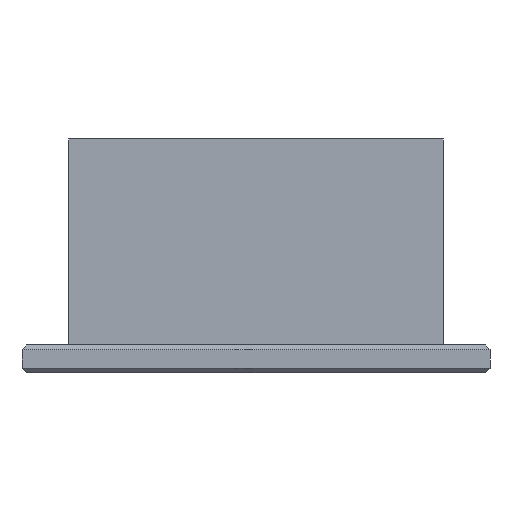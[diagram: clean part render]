
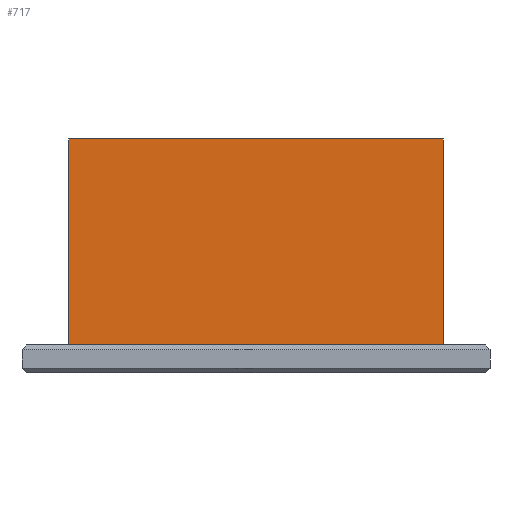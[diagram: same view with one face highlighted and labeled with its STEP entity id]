
A CAD part, left-side view. The second image highlights one B-rep face of the part: STEP entity #717.
In plain terms, the highlighted planar face has unit normal (-1, 0, 0).
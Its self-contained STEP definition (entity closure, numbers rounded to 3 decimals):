
#157 = VERTEX_POINT('',#158);
#158 = CARTESIAN_POINT('',(9.,20.,3.));
#391 = VERTEX_POINT('',#392);
#392 = CARTESIAN_POINT('',(9.,-20.,3.));
#398 = EDGE_CURVE('',#157,#391,#399,.T.);
#399 = LINE('',#400,#401);
#400 = CARTESIAN_POINT('',(9.,25.,3.));
#401 = VECTOR('',#402,1.);
#402 = DIRECTION('',(0.,-1.,0.));
#468 = EDGE_CURVE('',#157,#469,#471,.T.);
#469 = VERTEX_POINT('',#470);
#470 = CARTESIAN_POINT('',(9.,20.,25.));
#471 = LINE('',#472,#473);
#472 = CARTESIAN_POINT('',(9.,20.,0.));
#473 = VECTOR('',#474,1.);
#474 = DIRECTION('',(0.,0.,1.));
#477 = VERTEX_POINT('',#478);
#478 = CARTESIAN_POINT('',(9.,-20.,25.));
#485 = EDGE_CURVE('',#391,#477,#486,.T.);
#486 = LINE('',#487,#488);
#487 = CARTESIAN_POINT('',(9.,-20.,0.));
#488 = VECTOR('',#489,1.);
#489 = DIRECTION('',(0.,0.,1.));
#717 = ADVANCED_FACE('',(#718),#729,.T.);
#718 = FACE_BOUND('',#719,.T.);
#719 = EDGE_LOOP('',(#720,#721,#722,#728));
#720 = ORIENTED_EDGE('',*,*,#398,.T.);
#721 = ORIENTED_EDGE('',*,*,#485,.T.);
#722 = ORIENTED_EDGE('',*,*,#723,.T.);
#723 = EDGE_CURVE('',#477,#469,#724,.T.);
#724 = LINE('',#725,#726);
#725 = CARTESIAN_POINT('',(9.,-20.,25.));
#726 = VECTOR('',#727,1.);
#727 = DIRECTION('',(0.,1.,0.));
#728 = ORIENTED_EDGE('',*,*,#468,.F.);
#729 = PLANE('',#730);
#730 = AXIS2_PLACEMENT_3D('',#731,#732,#733);
#731 = CARTESIAN_POINT('',(9.,-20.,0.));
#732 = DIRECTION('',(-1.,0.,0.));
#733 = DIRECTION('',(0.,1.,0.));
